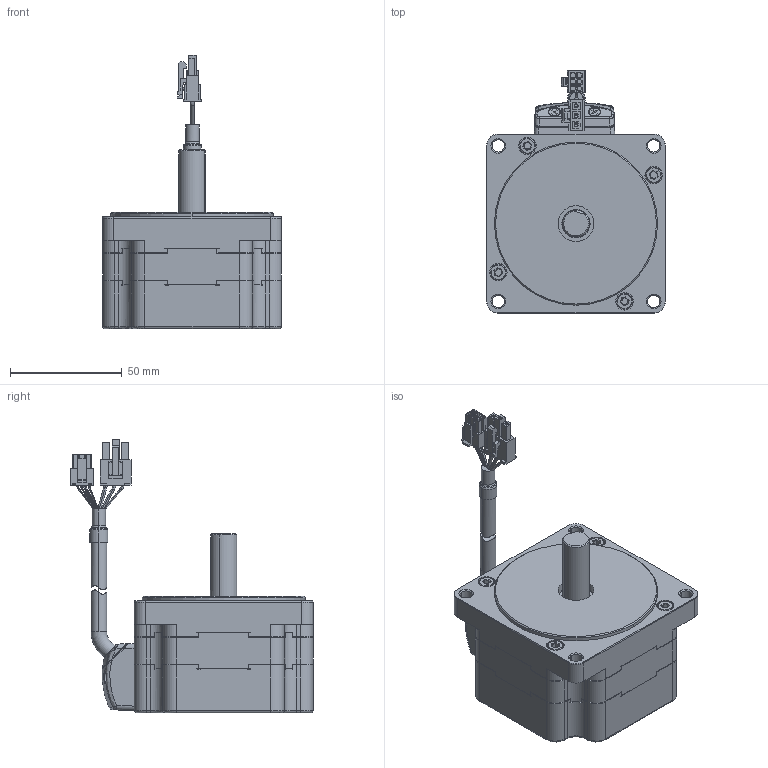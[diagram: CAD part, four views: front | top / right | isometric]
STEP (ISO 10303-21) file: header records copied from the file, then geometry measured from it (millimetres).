
FILE_DESCRIPTION (( 'STEP AP203' ), '1' );
FILE_NAME ('80BL100.STEP', '2013-05-16T03:13:48', ( '' ), ( '' ), 'SwSTEP 2.0', 'SolidWorks 2007', '' );
FILE_SCHEMA (( 'CONFIG_CONTROL_DESIGN' ));
Length unit declared in the file: millimetre
Products named in the file (1): 80BL100
Bounding box: 80 x 108.28 x 122.29 mm (x, y, z)
Surface area: 45110.2 mm2 (no closed solid volume)
Topology: 0 solids, 25 shells, 759 faces, 2917 edges, 2134 vertices
Faces by surface type: plane 368, cylinder 221, bspline 64, torus 63, cone 35, sphere 8
Entity records: 33892 total; most frequent: CARTESIAN_POINT 9854, DIRECTION 5043, ORIENTED_EDGE 4526, EDGE_CURVE 2911, VERTEX_POINT 2130, AXIS2_PLACEMENT_3D 1715, VECTOR 1613, LINE 1613
